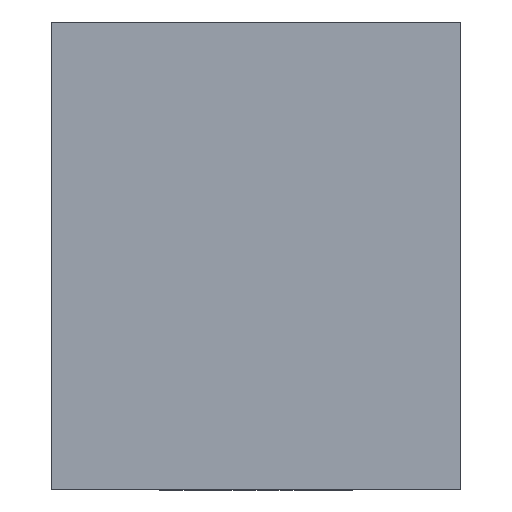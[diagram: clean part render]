
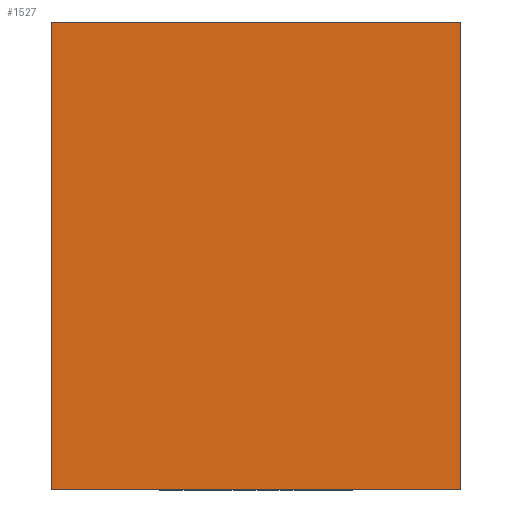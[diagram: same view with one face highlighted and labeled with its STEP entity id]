
A CAD part, left-side view. The second image highlights one B-rep face of the part: STEP entity #1527.
In plain terms, the highlighted planar face has unit normal (-1, 0, 0).
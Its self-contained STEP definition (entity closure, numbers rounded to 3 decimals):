
#156 = LINE ( 'NONE', #1538, #2938 ) ;
#218 = PLANE ( 'NONE',  #1272 ) ;
#377 = VERTEX_POINT ( 'NONE', #1365 ) ;
#574 = EDGE_CURVE ( 'NONE', #1923, #1634, #2956, .T. ) ;
#745 = DIRECTION ( 'NONE',  ( 0., 0., -1. ) ) ;
#762 = VERTEX_POINT ( 'NONE', #3077 ) ;
#795 = CARTESIAN_POINT ( 'NONE',  ( 0., 8.4, 4.8 ) ) ;
#1103 = DIRECTION ( 'NONE',  ( 0., 1., 0. ) ) ;
#1110 = ORIENTED_EDGE ( 'NONE', *, *, #1167, .F. ) ;
#1167 = EDGE_CURVE ( 'NONE', #377, #1634, #3223, .T. ) ;
#1272 = AXIS2_PLACEMENT_3D ( 'NONE', #3257, #3485, #745 ) ;
#1320 = EDGE_LOOP ( 'NONE', ( #1110, #3216, #1846, #3331 ) ) ;
#1365 = CARTESIAN_POINT ( 'NONE',  ( 0., 8.4, 0. ) ) ;
#1527 = ADVANCED_FACE ( 'NONE', ( #2679 ), #218, .F. ) ;
#1538 = CARTESIAN_POINT ( 'NONE',  ( 0., 4.238, 0. ) ) ;
#1634 = VERTEX_POINT ( 'NONE', #3594 ) ;
#1691 = CARTESIAN_POINT ( 'NONE',  ( 0., 4.2, 9.6 ) ) ;
#1846 = ORIENTED_EDGE ( 'NONE', *, *, #1890, .F. ) ;
#1890 = EDGE_CURVE ( 'NONE', #1923, #762, #2810, .T. ) ;
#1915 = CARTESIAN_POINT ( 'NONE',  ( 0., 0., 9.6 ) ) ;
#1923 = VERTEX_POINT ( 'NONE', #1915 ) ;
#2501 = EDGE_CURVE ( 'NONE', #762, #377, #156, .T. ) ;
#2679 = FACE_OUTER_BOUND ( 'NONE', #1320, .T. ) ;
#2719 = VECTOR ( 'NONE', #2876, 1000. ) ;
#2810 = LINE ( 'NONE', #3743, #2719 ) ;
#2876 = DIRECTION ( 'NONE',  ( 0., 0., -1. ) ) ;
#2938 = VECTOR ( 'NONE', #3653, 1000. ) ;
#2956 = LINE ( 'NONE', #1691, #3046 ) ;
#3033 = DIRECTION ( 'NONE',  ( 0., 0., 1. ) ) ;
#3046 = VECTOR ( 'NONE', #1103, 1000. ) ;
#3077 = CARTESIAN_POINT ( 'NONE',  ( 0., 0., 0. ) ) ;
#3216 = ORIENTED_EDGE ( 'NONE', *, *, #2501, .F. ) ;
#3223 = LINE ( 'NONE', #795, #3829 ) ;
#3257 = CARTESIAN_POINT ( 'NONE',  ( 0., 0., 9.6 ) ) ;
#3331 = ORIENTED_EDGE ( 'NONE', *, *, #574, .T. ) ;
#3485 = DIRECTION ( 'NONE',  ( 1., 0., 0. ) ) ;
#3594 = CARTESIAN_POINT ( 'NONE',  ( 0., 8.4, 9.6 ) ) ;
#3653 = DIRECTION ( 'NONE',  ( 0., 1., 0. ) ) ;
#3743 = CARTESIAN_POINT ( 'NONE',  ( 0., 0., 4.8 ) ) ;
#3829 = VECTOR ( 'NONE', #3033, 1000. ) ;
